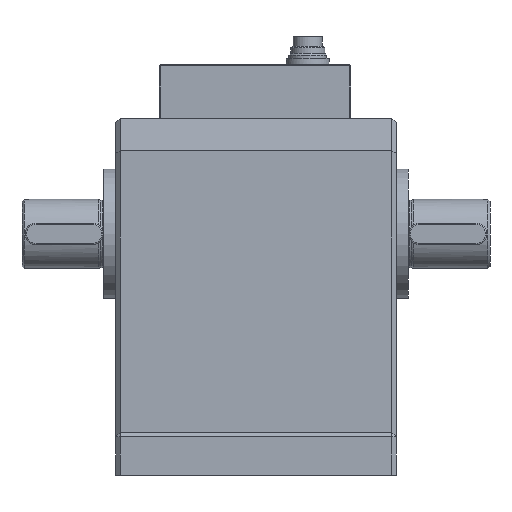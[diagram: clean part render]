
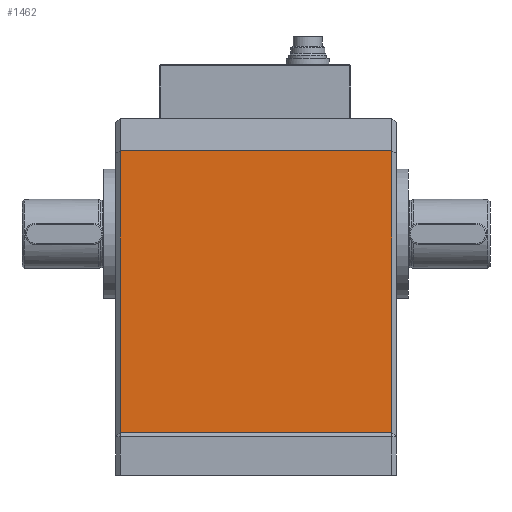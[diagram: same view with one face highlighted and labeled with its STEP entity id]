
A CAD part, left-side view. The second image highlights one B-rep face of the part: STEP entity #1462.
In plain terms, the highlighted planar face has unit normal (-1, 0, 0).
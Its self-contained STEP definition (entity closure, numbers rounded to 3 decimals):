
#1462 = ADVANCED_FACE( '', ( #2933 ), #2934, .F. );
#2933 = FACE_OUTER_BOUND( '', #4616, .T. );
#2934 = PLANE( '', #4617 );
#4616 = EDGE_LOOP( '', ( #7067, #7068, #7069, #7070 ) );
#4617 = AXIS2_PLACEMENT_3D( '', #7071, #7072, #7073 );
#7067 = ORIENTED_EDGE( '', *, *, #9025, .T. );
#7068 = ORIENTED_EDGE( '', *, *, #8864, .T. );
#7069 = ORIENTED_EDGE( '', *, *, #9457, .F. );
#7070 = ORIENTED_EDGE( '', *, *, #8960, .T. );
#7071 = CARTESIAN_POINT( '', ( 135.823, 130., 71.084 ) );
#7072 = DIRECTION( '', ( 1., 0., 0. ) );
#7073 = DIRECTION( '', ( 0., 0., -1. ) );
#8864 = EDGE_CURVE( '', #10182, #10180, #10183, .T. );
#8960 = EDGE_CURVE( '', #10333, #10338, #10340, .T. );
#9025 = EDGE_CURVE( '', #10338, #10182, #10449, .T. );
#9457 = EDGE_CURVE( '', #10333, #10180, #11095, .T. );
#10180 = VERTEX_POINT( '', #12006 );
#10182 = VERTEX_POINT( '', #12009 );
#10183 = LINE( '', #12010, #12011 );
#10333 = VERTEX_POINT( '', #12266 );
#10338 = VERTEX_POINT( '', #12273 );
#10340 = LINE( '', #12276, #12277 );
#10449 = LINE( '', #12405, #12406 );
#11095 = LINE( '', #13280, #13281 );
#12006 = CARTESIAN_POINT( '', ( 135.823, 2., 201.584 ) );
#12009 = CARTESIAN_POINT( '', ( 135.823, 2., 71.084 ) );
#12010 = CARTESIAN_POINT( '', ( 135.823, 2., 201.584 ) );
#12011 = VECTOR( '', #14178, 1000. );
#12266 = CARTESIAN_POINT( '', ( 135.823, 128., 201.584 ) );
#12273 = CARTESIAN_POINT( '', ( 135.823, 128., 71.084 ) );
#12276 = CARTESIAN_POINT( '', ( 135.823, 128., 71.084 ) );
#12277 = VECTOR( '', #14303, 1000. );
#12405 = CARTESIAN_POINT( '', ( 135.823, 130., 71.084 ) );
#12406 = VECTOR( '', #14410, 1000. );
#13280 = CARTESIAN_POINT( '', ( 135.823, 130., 201.584 ) );
#13281 = VECTOR( '', #14979, 1000. );
#14178 = DIRECTION( '', ( 0., 0., 1. ) );
#14303 = DIRECTION( '', ( 0., 0., -1. ) );
#14410 = DIRECTION( '', ( 0., -1., 0. ) );
#14979 = DIRECTION( '', ( 0., -1., 0. ) );
